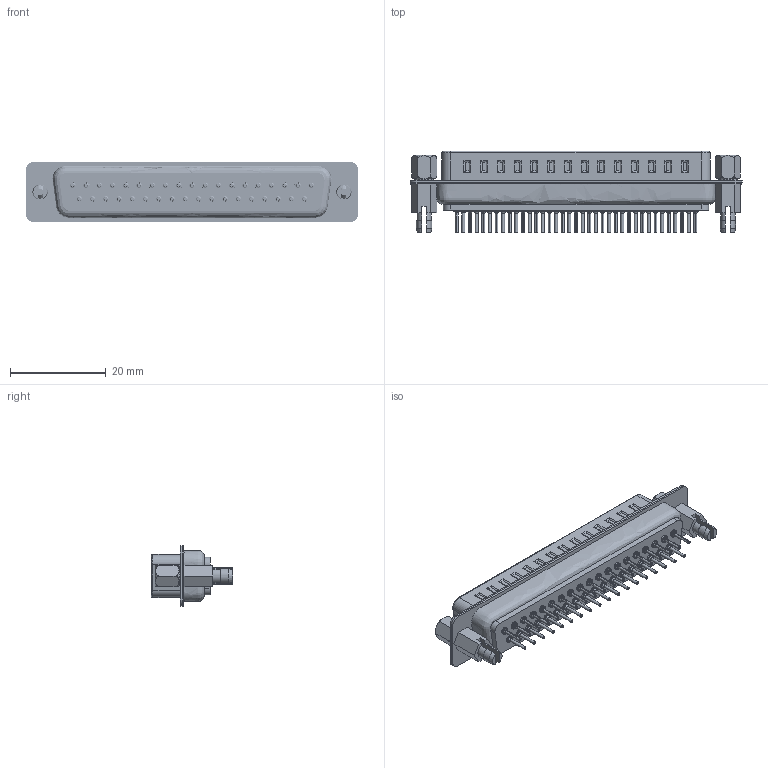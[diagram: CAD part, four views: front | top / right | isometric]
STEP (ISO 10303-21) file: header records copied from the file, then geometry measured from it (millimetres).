
FILE_DESCRIPTION(/* description */ ('Unknown'),/* implementation_level */ '2;1');
FILE_NAME(/* name */ '61803729221',/* time_stamp */ '2020-06-02T15:43:52+02:00',/* author */ ('Unknown'),/* organization */ ('Unknown'),/* preprocessor_version */ 'ST-DEVELOPER v16.7',/* originating_system */ 'DEX',/* authorisation */ $);
FILE_SCHEMA (('AUTOMOTIVE_DESIGN {1 0 10303 214 3 1 1}'));
Length unit declared in the file: millimetre
Products named in the file (8): 6180xx29221; 61803729221_INTER_ARRIERE; 61803729221_INTER_FACADE; 61803729221_ARRIERE; 61803729221_FACADE; 6180xx29221_Pin; 6180xx29y21_VISSE; 6180xx29y21_CLIP
Assembly tree (45 placements, depth 2):
  6180xx29221
    61803729221_INTER_ARRIERE
    61803729221_INTER_FACADE
    61803729221_ARRIERE
    61803729221_FACADE
    6180xx29221_Pin  x37
    6180xx29y21_VISSE  x2
    6180xx29y21_CLIP  x2
Bounding box: 69.4 x 17.05 x 12.55 mm (x, y, z)
Volume: 3983.3 mm3; surface area: 12417.9 mm2
Topology: 45 solids, 45 shells, 2432 faces, 6569 edges, 4285 vertices
Faces by surface type: plane 1441, cylinder 802, cone 86, torus 53, sphere 37, bspline 13
Full cylindrical faces by diameter (mm): 1 x37, 1.5 x37, 2.75 x2, 2.85 x2, 3 x4, 3.1 x2, 3.8 x2
Entity records: 31496 total; most frequent: CARTESIAN_POINT 12619, DIRECTION 3949, ORIENTED_EDGE 3488, EDGE_CURVE 1744, AXIS2_PLACEMENT_3D 1475, VERTEX_POINT 1213, FACE_BOUND 1087, EDGE_LOOP 1086
